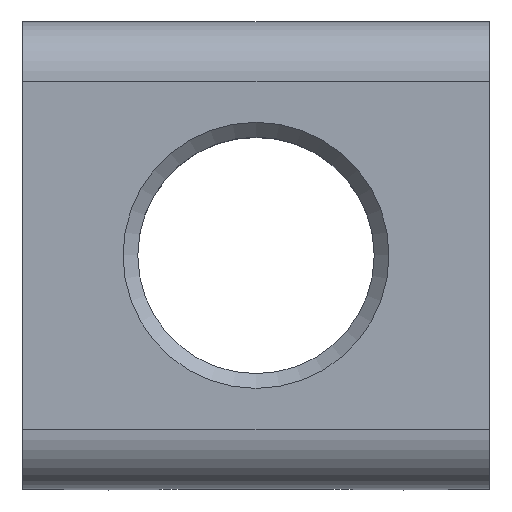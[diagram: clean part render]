
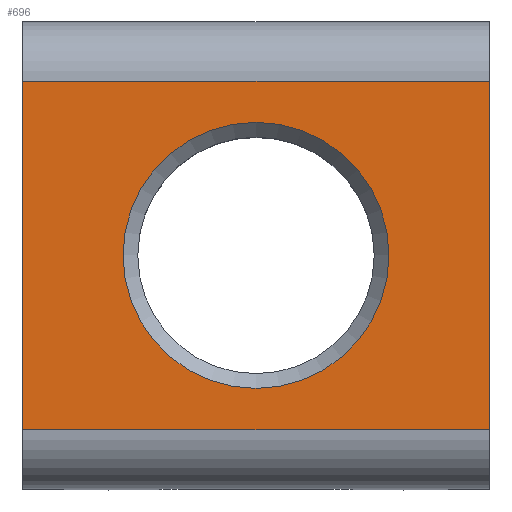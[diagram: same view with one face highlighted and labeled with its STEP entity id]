
A CAD part, top view. The second image highlights one B-rep face of the part: STEP entity #696.
In plain terms, the highlighted planar face has unit normal (0, 0, 1).
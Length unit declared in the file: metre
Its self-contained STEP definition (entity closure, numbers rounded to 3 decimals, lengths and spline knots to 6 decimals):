
#33=CIRCLE('',#753,0.00225);
#119=ORIENTED_EDGE('',*,*,#314,.T.);
#120=ORIENTED_EDGE('',*,*,#282,.F.);
#121=ORIENTED_EDGE('',*,*,#315,.T.);
#122=ORIENTED_EDGE('',*,*,#272,.T.);
#123=ORIENTED_EDGE('',*,*,#316,.T.);
#272=EDGE_CURVE('',#372,#373,#441,.T.);
#282=EDGE_CURVE('',#380,#381,#448,.T.);
#314=EDGE_CURVE('',#408,#408,#33,.T.);
#315=EDGE_CURVE('',#380,#372,#479,.F.);
#316=EDGE_CURVE('',#373,#381,#480,.T.);
#372=VERTEX_POINT('',#1039);
#373=VERTEX_POINT('',#1040);
#380=VERTEX_POINT('',#1057);
#381=VERTEX_POINT('',#1059);
#408=VERTEX_POINT('',#1126);
#441=LINE('',#1038,#513);
#448=LINE('',#1058,#520);
#479=LINE('',#1127,#551);
#480=LINE('',#1128,#552);
#513=VECTOR('',#827,1.);
#520=VECTOR('',#842,1.);
#551=VECTOR('',#893,1.);
#552=VECTOR('',#894,1.);
#584=EDGE_LOOP('',(#119));
#585=EDGE_LOOP('',(#120,#121,#122,#123));
#628=FACE_BOUND('',#584,.T.);
#629=FACE_BOUND('',#585,.T.);
#672=PLANE('',#752);
#696=ADVANCED_FACE('',(#628,#629),#672,.F.);
#752=AXIS2_PLACEMENT_3D('',#1124,#889,#890);
#753=AXIS2_PLACEMENT_3D('',#1125,#891,#892);
#827=DIRECTION('',(0.,1.,0.));
#842=DIRECTION('',(0.,1.,0.));
#889=DIRECTION('',(0.,0.,-1.));
#890=DIRECTION('',(-1.,0.,0.));
#891=DIRECTION('',(0.,0.,-1.));
#892=DIRECTION('',(-1.,0.,0.));
#893=DIRECTION('',(-1.,0.,0.));
#894=DIRECTION('',(-1.,0.,0.));
#1038=CARTESIAN_POINT('',(0.00395,-0.00395,0.0112));
#1039=CARTESIAN_POINT('',(0.00395,-0.00295,0.0112));
#1040=CARTESIAN_POINT('',(0.00395,0.00295,0.0112));
#1057=CARTESIAN_POINT('',(-0.00395,-0.00295,0.0112));
#1058=CARTESIAN_POINT('',(-0.00395,-0.00395,0.0112));
#1059=CARTESIAN_POINT('',(-0.00395,0.00295,0.0112));
#1124=CARTESIAN_POINT('',(0.,-0.00395,0.0112));
#1125=CARTESIAN_POINT('',(0.,0.,0.0112));
#1126=CARTESIAN_POINT('',(-0.00225,0.,0.0112));
#1127=CARTESIAN_POINT('',(0.00395,-0.00295,0.0112));
#1128=CARTESIAN_POINT('',(0.,0.00295,0.0112));
